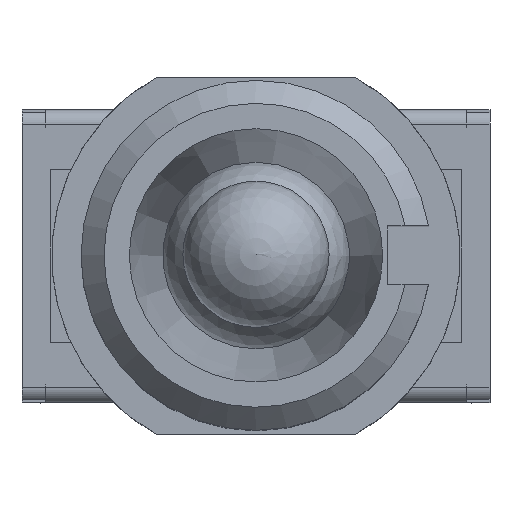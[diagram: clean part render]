
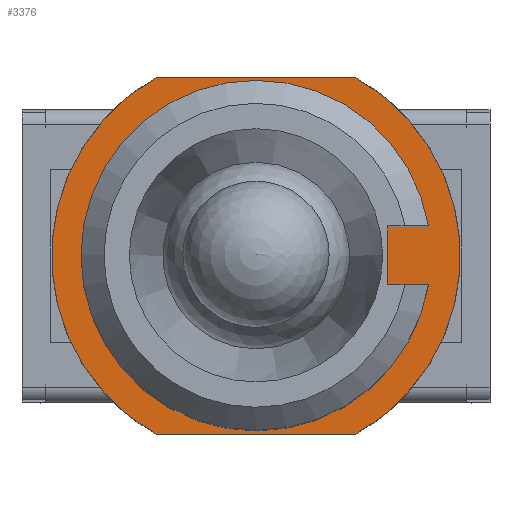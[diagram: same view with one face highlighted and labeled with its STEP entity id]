
A CAD part, top view. The second image highlights one B-rep face of the part: STEP entity #3376.
In plain terms, the highlighted planar face has unit normal (0, 0, 1).
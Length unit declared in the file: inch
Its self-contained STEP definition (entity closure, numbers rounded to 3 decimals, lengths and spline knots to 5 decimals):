
#3152=CARTESIAN_POINT('',(0.11799,-0.02008,0.30866));
#3153=VERTEX_POINT('',#3152);
#3160=CARTESIAN_POINT('',(0.09004,-0.02008,0.30866));
#3161=VERTEX_POINT('',#3160);
#3162=CARTESIAN_POINT('',(0.09004,-0.02008,0.30866));
#3163=DIRECTION('',(1.0,0.0,0.0));
#3164=VECTOR('',#3163,0.02795);
#3165=LINE('',#3162,#3164);
#3166=EDGE_CURVE('',#3161,#3153,#3165,.T.);
#3185=CARTESIAN_POINT('',(0.09004,0.02008,0.30866));
#3186=VERTEX_POINT('',#3185);
#3193=CARTESIAN_POINT('',(0.11799,0.02008,0.30866));
#3194=VERTEX_POINT('',#3193);
#3195=CARTESIAN_POINT('',(0.11799,0.02008,0.30866));
#3196=DIRECTION('',(-1.0,0.0,0.0));
#3197=VECTOR('',#3196,0.02795);
#3198=LINE('',#3195,#3197);
#3199=EDGE_CURVE('',#3194,#3186,#3198,.T.);
#3217=CARTESIAN_POINT('',(0.09004,0.02008,0.30866));
#3218=DIRECTION('',(0.0,-1.0,0.0));
#3219=VECTOR('',#3218,0.04016);
#3220=LINE('',#3217,#3219);
#3221=EDGE_CURVE('',#3186,#3161,#3220,.T.);
#3234=CARTESIAN_POINT('',(0.,0.,0.30866));
#3235=DIRECTION('',(0.0,0.0,-1.0));
#3236=DIRECTION('',(-0.986,-0.168,0.0));
#3237=AXIS2_PLACEMENT_3D('',#3234,#3235,#3236);
#3238=CIRCLE('',#3237,0.11969);
#3239=EDGE_CURVE('',#3153,#3194,#3238,.T.);
#3250=CARTESIAN_POINT('',(0.06811,0.12205,0.30866));
#3251=VERTEX_POINT('',#3250);
#3252=CARTESIAN_POINT('',(0.06811,-0.12205,0.30866));
#3253=VERTEX_POINT('',#3252);
#3254=CARTESIAN_POINT('',(0.,0.,0.30866));
#3255=DIRECTION('',(0.0,0.0,-1.0));
#3256=DIRECTION('',(-0.487,0.873,0.0));
#3257=AXIS2_PLACEMENT_3D('',#3254,#3255,#3256);
#3258=CIRCLE('',#3257,0.13976);
#3259=EDGE_CURVE('',#3251,#3253,#3258,.T.);
#3290=CARTESIAN_POINT('',(-0.06811,-0.12205,0.30866));
#3291=VERTEX_POINT('',#3290);
#3292=CARTESIAN_POINT('',(0.06811,-0.12205,0.30866));
#3293=DIRECTION('',(-1.0,0.0,0.0));
#3294=VECTOR('',#3293,0.13621);
#3295=LINE('',#3292,#3294);
#3296=EDGE_CURVE('',#3253,#3291,#3295,.T.);
#3314=CARTESIAN_POINT('',(-0.06811,0.12205,0.30866));
#3315=VERTEX_POINT('',#3314);
#3316=CARTESIAN_POINT('',(0.,0.,0.30866));
#3317=DIRECTION('',(0.0,0.0,-1.0));
#3318=DIRECTION('',(0.487,-0.873,0.0));
#3319=AXIS2_PLACEMENT_3D('',#3316,#3317,#3318);
#3320=CIRCLE('',#3319,0.13976);
#3321=EDGE_CURVE('',#3291,#3315,#3320,.T.);
#3347=CARTESIAN_POINT('',(-0.06811,0.12205,0.30866));
#3348=DIRECTION('',(1.0,0.0,0.0));
#3349=VECTOR('',#3348,0.13621);
#3350=LINE('',#3347,#3349);
#3351=EDGE_CURVE('',#3315,#3251,#3350,.T.);
#3359=CARTESIAN_POINT('',(-0.15374,-0.13425,0.30866));
#3360=DIRECTION('',(0.0,0.0,1.0));
#3361=DIRECTION('',(1.0,0.0,0.0));
#3362=AXIS2_PLACEMENT_3D('',#3359,#3360,#3361);
#3363=PLANE('',#3362);
#3364=ORIENTED_EDGE('',*,*,#3259,.F.);
#3365=ORIENTED_EDGE('',*,*,#3351,.F.);
#3366=ORIENTED_EDGE('',*,*,#3321,.F.);
#3367=ORIENTED_EDGE('',*,*,#3296,.F.);
#3368=EDGE_LOOP('',(#3364,#3365,#3366,#3367));
#3369=FACE_OUTER_BOUND('',#3368,.T.);
#3370=ORIENTED_EDGE('',*,*,#3199,.T.);
#3371=ORIENTED_EDGE('',*,*,#3221,.T.);
#3372=ORIENTED_EDGE('',*,*,#3166,.T.);
#3373=ORIENTED_EDGE('',*,*,#3239,.T.);
#3374=EDGE_LOOP('',(#3370,#3371,#3372,#3373));
#3375=FACE_BOUND('',#3374,.T.);
#3376=ADVANCED_FACE('',(#3369,#3375),#3363,.T.);
